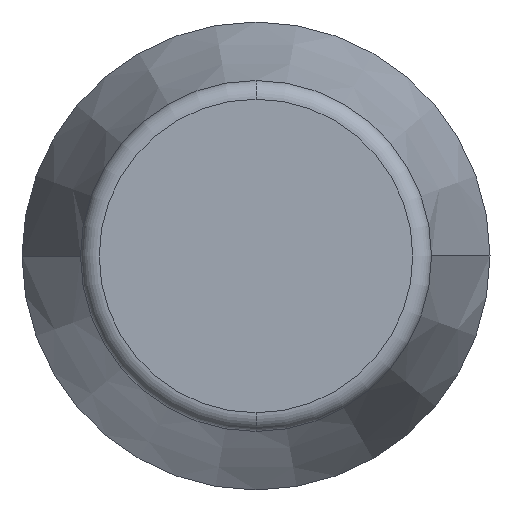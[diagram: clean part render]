
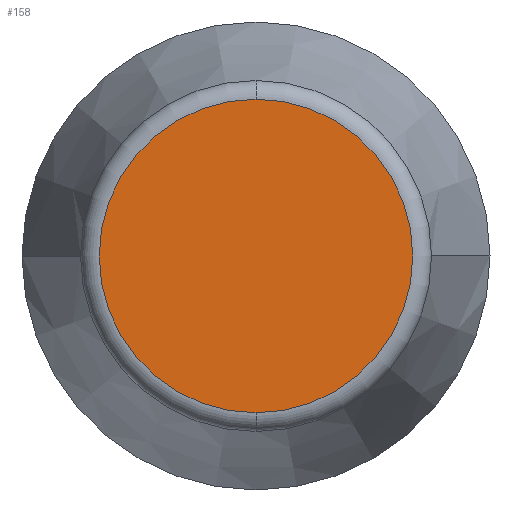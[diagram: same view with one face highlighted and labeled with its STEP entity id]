
A CAD part, front view. The second image highlights one B-rep face of the part: STEP entity #158.
In plain terms, the highlighted planar face has unit normal (0, -1, 0).
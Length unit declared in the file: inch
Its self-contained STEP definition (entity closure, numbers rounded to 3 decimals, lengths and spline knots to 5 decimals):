
#4 = EDGE_LOOP ( 'NONE', ( #198, #223 ) ) ;
#8 = CIRCLE ( 'NONE', #338, 0.08375 ) ;
#18 = CARTESIAN_POINT ( 'NONE',  ( 0., 0., 0. ) ) ;
#23 = VERTEX_POINT ( 'NONE', #299 ) ;
#61 = EDGE_CURVE ( 'NONE', #23, #298, #8, .T. ) ;
#122 = DIRECTION ( 'NONE',  ( 0., -1., 0. ) ) ;
#133 = CARTESIAN_POINT ( 'NONE',  ( 0., 0., -0.08375 ) ) ;
#139 = DIRECTION ( 'NONE',  ( 0., -1., 0. ) ) ;
#144 = EDGE_CURVE ( 'NONE', #298, #23, #281, .T. ) ;
#152 = AXIS2_PLACEMENT_3D ( 'NONE', #346, #139, #178 ) ;
#158 = ADVANCED_FACE ( 'NONE', ( #194 ), #287, .T. ) ;
#176 = DIRECTION ( 'NONE',  ( 0., -1., 0. ) ) ;
#178 = DIRECTION ( 'NONE',  ( 0., 0., -1. ) ) ;
#194 = FACE_OUTER_BOUND ( 'NONE', #4, .T. ) ;
#198 = ORIENTED_EDGE ( 'NONE', *, *, #144, .T. ) ;
#223 = ORIENTED_EDGE ( 'NONE', *, *, #61, .T. ) ;
#243 = AXIS2_PLACEMENT_3D ( 'NONE', #18, #122, #253 ) ;
#253 = DIRECTION ( 'NONE',  ( 0., 0., -1. ) ) ;
#281 = CIRCLE ( 'NONE', #243, 0.08375 ) ;
#287 = PLANE ( 'NONE',  #152 ) ;
#298 = VERTEX_POINT ( 'NONE', #133 ) ;
#299 = CARTESIAN_POINT ( 'NONE',  ( 0., 0., 0.08375 ) ) ;
#301 = CARTESIAN_POINT ( 'NONE',  ( 0., 0., 0. ) ) ;
#338 = AXIS2_PLACEMENT_3D ( 'NONE', #301, #176, #375 ) ;
#346 = CARTESIAN_POINT ( 'NONE',  ( 0., 0., 0. ) ) ;
#375 = DIRECTION ( 'NONE',  ( 0., 0., -1. ) ) ;
